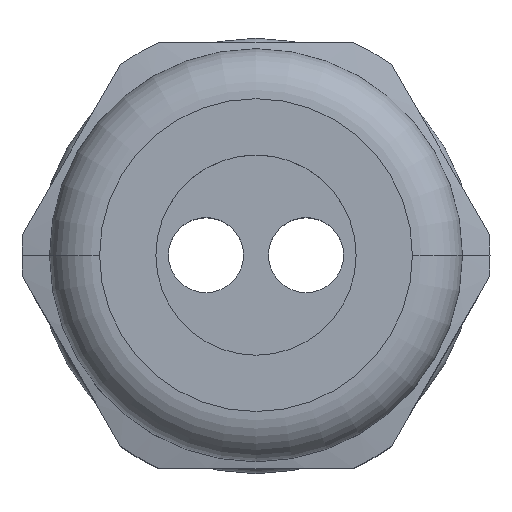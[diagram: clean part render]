
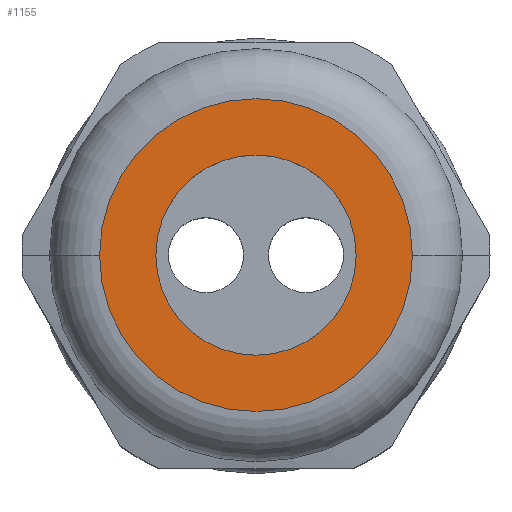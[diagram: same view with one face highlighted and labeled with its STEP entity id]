
A CAD part, top view. The second image highlights one B-rep face of the part: STEP entity #1155.
In plain terms, the highlighted planar face has unit normal (0, 0, 1).
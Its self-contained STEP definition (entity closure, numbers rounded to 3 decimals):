
#77 = CARTESIAN_POINT ( 'NONE',  ( 0., 0., 26.5 ) ) ;
#78 = DIRECTION ( 'NONE',  ( 0., 0., 1. ) ) ;
#79 = DIRECTION ( 'NONE',  ( 1., 0., 0. ) ) ;
#419 = DIRECTION ( 'NONE',  ( 1., 0., 0. ) ) ;
#420 = DIRECTION ( 'NONE',  ( 0., 0., 1. ) ) ;
#421 = CARTESIAN_POINT ( 'NONE',  ( 0., 0., 26.5 ) ) ;
#422 = PLANE ( 'NONE',  #1648 ) ;
#495 = CARTESIAN_POINT ( 'NONE',  ( 6.25, 0., 26.5 ) ) ;
#496 = CARTESIAN_POINT ( 'NONE',  ( -4., 0., 26.5 ) ) ;
#497 = CARTESIAN_POINT ( 'NONE',  ( -6.25, 0., 26.5 ) ) ;
#501 = CARTESIAN_POINT ( 'NONE',  ( 4., 0., 26.5 ) ) ;
#687 = ORIENTED_EDGE ( 'NONE', *, *, #1750, .T. ) ;
#688 = ORIENTED_EDGE ( 'NONE', *, *, #1791, .F. ) ;
#690 = ORIENTED_EDGE ( 'NONE', *, *, #1751, .F. ) ;
#691 = ORIENTED_EDGE ( 'NONE', *, *, #1777, .T. ) ;
#812 = VERTEX_POINT ( 'NONE', #501 ) ;
#816 = VERTEX_POINT ( 'NONE', #497 ) ;
#817 = VERTEX_POINT ( 'NONE', #496 ) ;
#818 = VERTEX_POINT ( 'NONE', #495 ) ;
#863 = EDGE_LOOP ( 'NONE', ( #690, #688 ) ) ;
#864 = EDGE_LOOP ( 'NONE', ( #691, #687 ) ) ;
#1085 = CIRCLE ( 'NONE', #1510, 4. ) ;
#1096 = CIRCLE ( 'NONE', #1530, 6.25 ) ;
#1115 = CIRCLE ( 'NONE', #1568, 4. ) ;
#1116 = CIRCLE ( 'NONE', #1569, 6.25 ) ;
#1155 = ADVANCED_FACE ( 'NONE', ( #1657, #1650 ), #422, .T. ) ;
#1219 = DIRECTION ( 'NONE',  ( 1., 0., 0. ) ) ;
#1220 = DIRECTION ( 'NONE',  ( 0., 0., 1. ) ) ;
#1224 = CARTESIAN_POINT ( 'NONE',  ( 0., 0., 26.5 ) ) ;
#1297 = DIRECTION ( 'NONE',  ( 1., 0., 0. ) ) ;
#1298 = DIRECTION ( 'NONE',  ( 0., 0., 1. ) ) ;
#1299 = CARTESIAN_POINT ( 'NONE',  ( 0., 0., 26.5 ) ) ;
#1300 = DIRECTION ( 'NONE',  ( 1., 0., 0. ) ) ;
#1301 = DIRECTION ( 'NONE',  ( 0., 0., 1. ) ) ;
#1302 = CARTESIAN_POINT ( 'NONE',  ( 0., 0., 26.5 ) ) ;
#1510 = AXIS2_PLACEMENT_3D ( 'NONE', #77, #78, #79 ) ;
#1530 = AXIS2_PLACEMENT_3D ( 'NONE', #1224, #1220, #1219 ) ;
#1568 = AXIS2_PLACEMENT_3D ( 'NONE', #1299, #1298, #1297 ) ;
#1569 = AXIS2_PLACEMENT_3D ( 'NONE', #1302, #1301, #1300 ) ;
#1648 = AXIS2_PLACEMENT_3D ( 'NONE', #421, #420, #419 ) ;
#1650 = FACE_OUTER_BOUND ( 'NONE', #864, .T. ) ;
#1657 = FACE_BOUND ( 'NONE', #863, .T. ) ;
#1750 = EDGE_CURVE ( 'NONE', #816, #818, #1116, .T. ) ;
#1751 = EDGE_CURVE ( 'NONE', #812, #817, #1115, .T. ) ;
#1777 = EDGE_CURVE ( 'NONE', #818, #816, #1096, .T. ) ;
#1791 = EDGE_CURVE ( 'NONE', #817, #812, #1085, .T. ) ;
